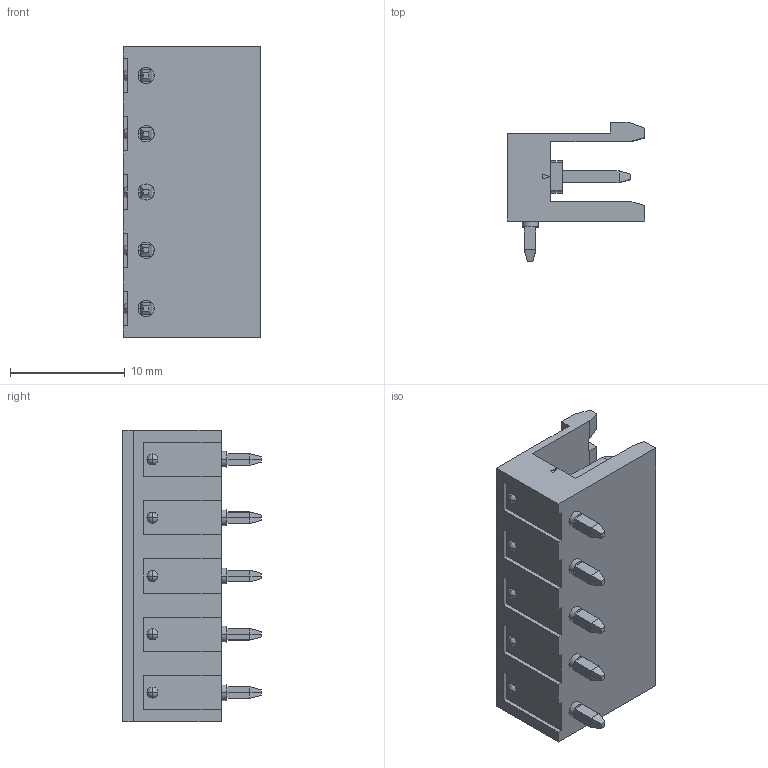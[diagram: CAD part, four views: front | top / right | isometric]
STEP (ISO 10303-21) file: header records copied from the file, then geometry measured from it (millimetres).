
FILE_DESCRIPTION(('SolidDesigner STEP Export'),'1');
FILE_NAME('mstb_2.5-5-g-5.08.stp','2000-09-08T10:42:23',(''),(''), 'SolidDesigner STEP processor Version: 7.0(Mar 1999)for AP214(CD)(Solid Model)', 'CoCreate SolidDesigner: 08.01 19-Jun-2000(C) CoCreate Software GmbH','');
FILE_SCHEMA(('AUTOMOTIVE_DESIGN_CC2 {1 2 10303 214 -1 1 5 1}'));
Length unit declared in the file: millimetre
Products named in the file (2): mstb_2.5-5-g-5.08
Assembly tree (1 placements, depth 2):
  mstb_2.5-5-g-5.08
    mstb_2.5-5-g-5.08
Bounding box: 12 x 12.1 x 25.4 mm (x, y, z)
Volume: 1222.2 mm3; surface area: 1799.3 mm2
Topology: 1 solids, 1 shells, 462 faces, 1037 edges, 614 vertices
Faces by surface type: plane 379, cylinder 53, sphere 20, cone 10
Entity records: 14983 total; most frequent: ORIENTED_EDGE 2074, CARTESIAN_POINT 1945, DIRECTION 1692, EDGE_CURVE 1037, VECTOR 710, LINE 710, VERTEX_POINT 614, EDGE_LOOP 499
